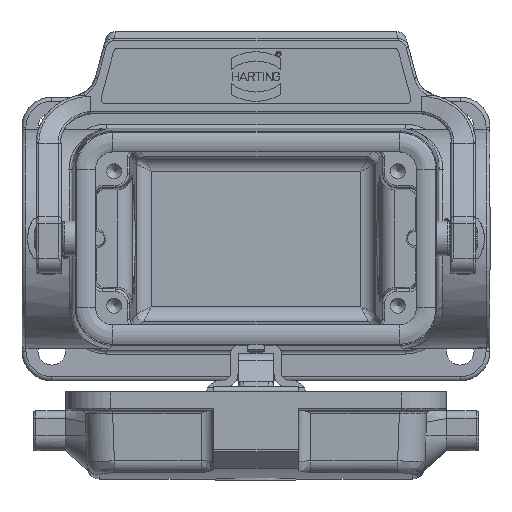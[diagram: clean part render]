
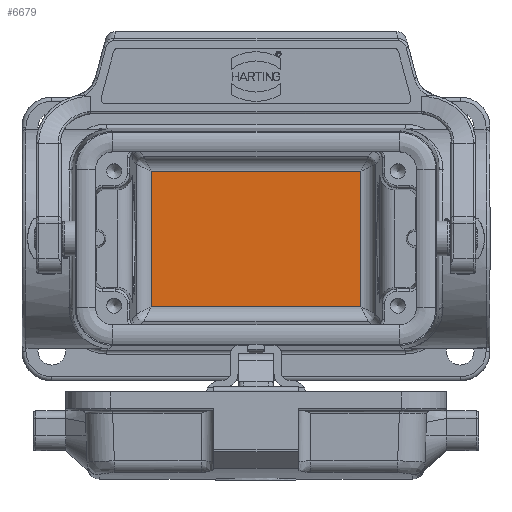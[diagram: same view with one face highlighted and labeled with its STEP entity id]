
A CAD part, top view. The second image highlights one B-rep face of the part: STEP entity #6679.
In plain terms, the highlighted planar face has unit normal (0, 0, 1).
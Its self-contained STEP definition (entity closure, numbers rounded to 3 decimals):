
#6679=ADVANCED_FACE('',(#8651),#7874,.F.);
#7874=PLANE('',#32720);
#8651=FACE_OUTER_BOUND('',#9905,.T.);
#9905=EDGE_LOOP('',(#12381,#12382,#12383,#12384));
#12381=ORIENTED_EDGE('',*,*,#20623,.T.);
#12382=ORIENTED_EDGE('',*,*,#20624,.T.);
#12383=ORIENTED_EDGE('',*,*,#20625,.T.);
#12384=ORIENTED_EDGE('',*,*,#20622,.T.);
#18206=VERTEX_POINT('',#45910);
#18210=VERTEX_POINT('',#45948);
#18220=VERTEX_POINT('',#46011);
#18221=VERTEX_POINT('',#46015);
#20622=EDGE_CURVE('',#18210,#18220,#26617,.T.);
#20623=EDGE_CURVE('',#18220,#18221,#26618,.T.);
#20624=EDGE_CURVE('',#18221,#18206,#26619,.T.);
#20625=EDGE_CURVE('',#18206,#18210,#26620,.T.);
#26617=LINE('',#46012,#28632);
#26618=LINE('',#46014,#28633);
#26619=LINE('',#46016,#28634);
#26620=LINE('',#46017,#28635);
#28632=VECTOR('',#35967,1.);
#28633=VECTOR('',#35970,1.);
#28634=VECTOR('',#35971,1.);
#28635=VECTOR('',#35972,1.);
#32720=AXIS2_PLACEMENT_3D('',#46018,#35973,#35974);
#35967=DIRECTION('',(0.,-1.,0.));
#35970=DIRECTION('',(1.,0.,0.));
#35971=DIRECTION('',(0.,1.,0.));
#35972=DIRECTION('',(-1.,0.,0.));
#35973=DIRECTION('',(0.,0.,-1.));
#35974=DIRECTION('',(-1.,0.,0.));
#45910=CARTESIAN_POINT('',(21.061,13.567,-65.25));
#45948=CARTESIAN_POINT('',(-21.061,13.567,-65.25));
#46011=CARTESIAN_POINT('',(-21.061,-13.567,-65.25));
#46012=CARTESIAN_POINT('',(-21.061,-15.,-65.25));
#46014=CARTESIAN_POINT('',(24.,-13.567,-65.25));
#46015=CARTESIAN_POINT('',(21.061,-13.567,-65.25));
#46016=CARTESIAN_POINT('',(21.061,15.,-65.25));
#46017=CARTESIAN_POINT('',(24.,13.567,-65.25));
#46018=CARTESIAN_POINT('',(24.,-17.75,-65.25));
